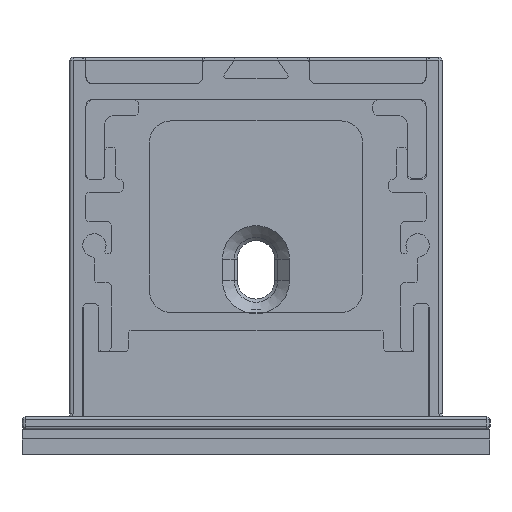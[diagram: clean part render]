
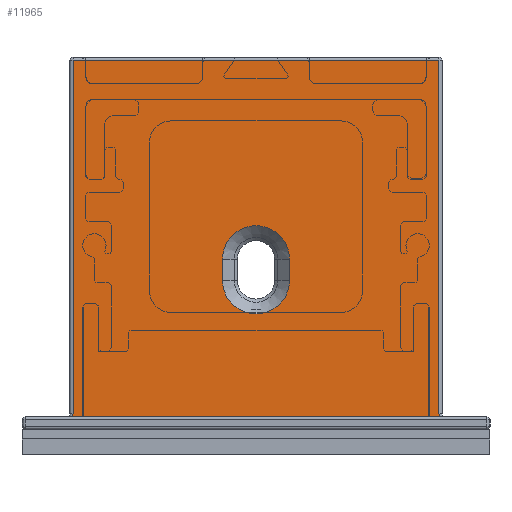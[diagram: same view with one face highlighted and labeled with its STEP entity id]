
A CAD part, front view. The second image highlights one B-rep face of the part: STEP entity #11965.
In plain terms, the highlighted planar face has unit normal (0, -1, 0).
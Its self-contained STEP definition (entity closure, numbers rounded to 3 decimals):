
#137=FACE_BOUND('',#1631,.T.);
#356=PLANE('',#13165);
#933=FACE_OUTER_BOUND('',#1630,.T.);
#1630=EDGE_LOOP('',(#10290,#10291,#10292,#10293,#10294,#10295));
#1631=EDGE_LOOP('',(#10296,#10297,#10298,#10299));
#2624=LINE('',#20623,#3720);
#2625=LINE('',#20632,#3721);
#2628=LINE('',#20639,#3724);
#2644=LINE('',#20686,#3740);
#2648=LINE('',#20696,#3744);
#2651=LINE('',#20703,#3747);
#3720=VECTOR('',#16217,10.);
#3721=VECTOR('',#16228,10.);
#3724=VECTOR('',#16235,10.);
#3740=VECTOR('',#16277,10.);
#3744=VECTOR('',#16287,10.);
#3747=VECTOR('',#16296,10.);
#4412=CIRCLE('',#13136,0.6);
#4418=CIRCLE('',#13147,0.6);
#4423=CIRCLE('',#13159,3.15);
#4424=CIRCLE('',#13162,3.15);
#5558=VERTEX_POINT('',#20599);
#5560=VERTEX_POINT('',#20608);
#5563=VERTEX_POINT('',#20613);
#5566=VERTEX_POINT('',#20628);
#5567=VERTEX_POINT('',#20635);
#5569=VERTEX_POINT('',#20641);
#5581=VERTEX_POINT('',#20688);
#5582=VERTEX_POINT('',#20690);
#5583=VERTEX_POINT('',#20694);
#5584=VERTEX_POINT('',#20699);
#7158=EDGE_CURVE('',#5563,#5560,#4412,.T.);
#7160=EDGE_CURVE('',#5560,#5558,#2624,.T.);
#7164=EDGE_CURVE('',#5558,#5566,#2625,.T.);
#7168=EDGE_CURVE('',#5566,#5567,#2628,.T.);
#7171=EDGE_CURVE('',#5567,#5569,#4418,.T.);
#7191=EDGE_CURVE('',#5569,#5563,#2644,.T.);
#7193=EDGE_CURVE('',#5581,#5582,#4423,.T.);
#7196=EDGE_CURVE('',#5583,#5581,#2648,.T.);
#7199=EDGE_CURVE('',#5584,#5583,#4424,.T.);
#7200=EDGE_CURVE('',#5582,#5584,#2651,.T.);
#10290=ORIENTED_EDGE('',*,*,#7158,.F.);
#10291=ORIENTED_EDGE('',*,*,#7191,.F.);
#10292=ORIENTED_EDGE('',*,*,#7171,.F.);
#10293=ORIENTED_EDGE('',*,*,#7168,.F.);
#10294=ORIENTED_EDGE('',*,*,#7164,.F.);
#10295=ORIENTED_EDGE('',*,*,#7160,.F.);
#10296=ORIENTED_EDGE('',*,*,#7193,.F.);
#10297=ORIENTED_EDGE('',*,*,#7196,.F.);
#10298=ORIENTED_EDGE('',*,*,#7199,.F.);
#10299=ORIENTED_EDGE('',*,*,#7200,.F.);
#11965=ADVANCED_FACE('',(#933,#137),#356,.F.);
#13136=AXIS2_PLACEMENT_3D('',#20620,#16212,#16213);
#13147=AXIS2_PLACEMENT_3D('',#20650,#16240,#16241);
#13159=AXIS2_PLACEMENT_3D('',#20691,#16281,#16282);
#13162=AXIS2_PLACEMENT_3D('',#20701,#16292,#16293);
#13165=AXIS2_PLACEMENT_3D('',#20705,#16299,#16300);
#16212=DIRECTION('center_axis',(0.,-1.,0.));
#16213=DIRECTION('ref_axis',(0.707,0.,-0.707));
#16217=DIRECTION('',(0.,0.,1.));
#16228=DIRECTION('',(1.,0.,0.));
#16235=DIRECTION('',(0.,0.,-1.));
#16240=DIRECTION('center_axis',(0.,-1.,0.));
#16241=DIRECTION('ref_axis',(-0.707,0.,-0.707));
#16277=DIRECTION('',(-1.,0.,0.));
#16281=DIRECTION('center_axis',(0.,-1.,0.));
#16282=DIRECTION('ref_axis',(-1.,0.,0.));
#16287=DIRECTION('',(0.,0.,1.));
#16292=DIRECTION('center_axis',(0.,-1.,0.));
#16293=DIRECTION('ref_axis',(1.,0.,0.));
#16296=DIRECTION('',(0.,0.,-1.));
#16299=DIRECTION('center_axis',(0.,1.,0.));
#16300=DIRECTION('ref_axis',(0.,0.,
1.));
#20599=CARTESIAN_POINT('',(-17.2,-299.3,-0.3));
#20608=CARTESIAN_POINT('',(-17.2,-299.3,-33.5));
#20613=CARTESIAN_POINT('',(-17.28,-299.3,-33.8));
#20620=CARTESIAN_POINT('Origin',(-17.8,-299.3,-33.5));
#20623=CARTESIAN_POINT('',(-17.2,-299.3,-26.25));
#20628=CARTESIAN_POINT('',(17.2,-299.3,-0.3));
#20632=CARTESIAN_POINT('',(-8.75,-299.3,-0.3));
#20635=CARTESIAN_POINT('',(17.2,-299.3,-33.5));
#20639=CARTESIAN_POINT('',(17.2,-299.3,-8.75));
#20641=CARTESIAN_POINT('',(17.28,-299.3,-33.8));
#20650=CARTESIAN_POINT('Origin',(17.8,-299.3,-33.5));
#20686=CARTESIAN_POINT('',(8.15,-299.3,-33.8));
#20688=CARTESIAN_POINT('',(3.15,-299.3,-19.));
#20690=CARTESIAN_POINT('',(-3.15,-299.3,-19.));
#20691=CARTESIAN_POINT('Origin',(0.,-299.3,-19.));
#20694=CARTESIAN_POINT('',(3.15,-299.3,-21.));
#20696=CARTESIAN_POINT('',(3.15,-299.3,-19.25));
#20699=CARTESIAN_POINT('',(-3.15,-299.3,-21.));
#20701=CARTESIAN_POINT('Origin',(0.,-299.3,-21.));
#20703=CARTESIAN_POINT('',(-3.15,-299.3,-18.25));
#20705=CARTESIAN_POINT('Origin',(0.,-299.3,-17.5));
